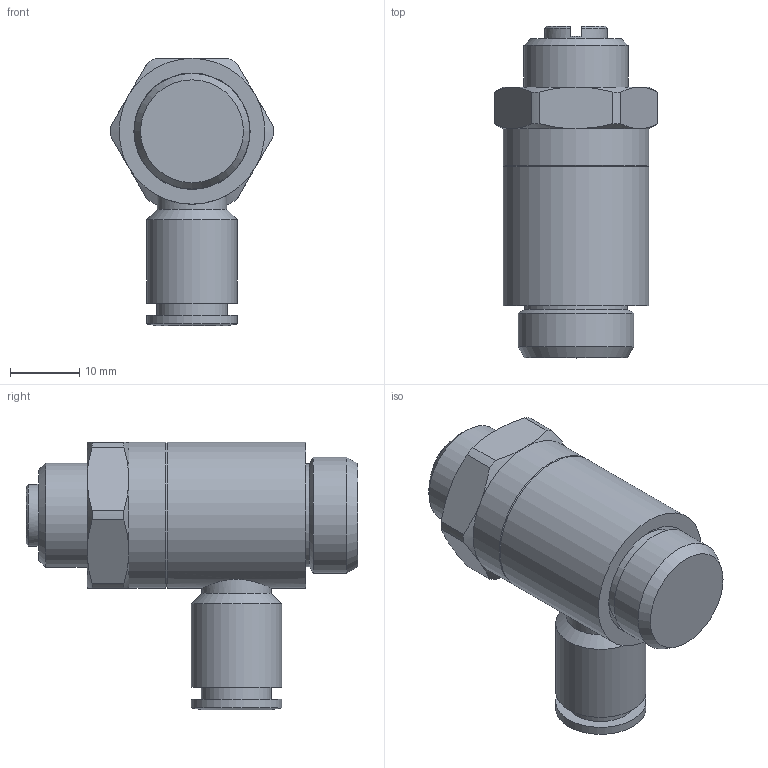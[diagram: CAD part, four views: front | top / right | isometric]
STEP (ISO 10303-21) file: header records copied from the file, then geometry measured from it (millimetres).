
FILE_DESCRIPTION(/* description */ (''),/* implementation_level */ '2;1');
FILE_NAME(/* name */ '290838.stp',/* time_stamp */ '2021-01-29T08:35:53+01:00',/* author */ ('maniean1'),/* organization */ (''),/* preprocessor_version */ 'ST-DEVELOPER v17',/* originating_system */ 'Autodesk Inventor 2019',/* authorisation */ '');
FILE_SCHEMA (('AUTOMOTIVE_DESIGN { 1 0 10303 214 3 1 1 }'));
Length unit declared in the file: millimetre
Products named in the file (3): 28-29-30-0838; 29A38_LIB; 130838
Assembly tree (2 placements, depth 2):
  28-29-30-0838
    29A38_LIB
    130838
Bounding box: 23.5 x 47.8 x 38.5 mm (x, y, z)
Volume: 14931.5 mm3; surface area: 7267.5 mm2
Topology: 2 solids, 2 shells, 62 faces, 153 edges, 102 vertices
Faces by surface type: plane 21, cone 21, cylinder 20
Full cylindrical faces by diameter (mm): 6.2 x1, 8.2 x1, 9 x1, 10 x1, 10.1 x1, 13 x2, 14.812 x1, 15 x1, 16.5 x1, 16.66 x1, 16.75 x1, 21 x2
Entity records: 2111 total; most frequent: CARTESIAN_POINT 445, DIRECTION 337, ORIENTED_EDGE 306, EDGE_CURVE 153, AXIS2_PLACEMENT_3D 148, VERTEX_POINT 102, CIRCLE 81, EDGE_LOOP 73
